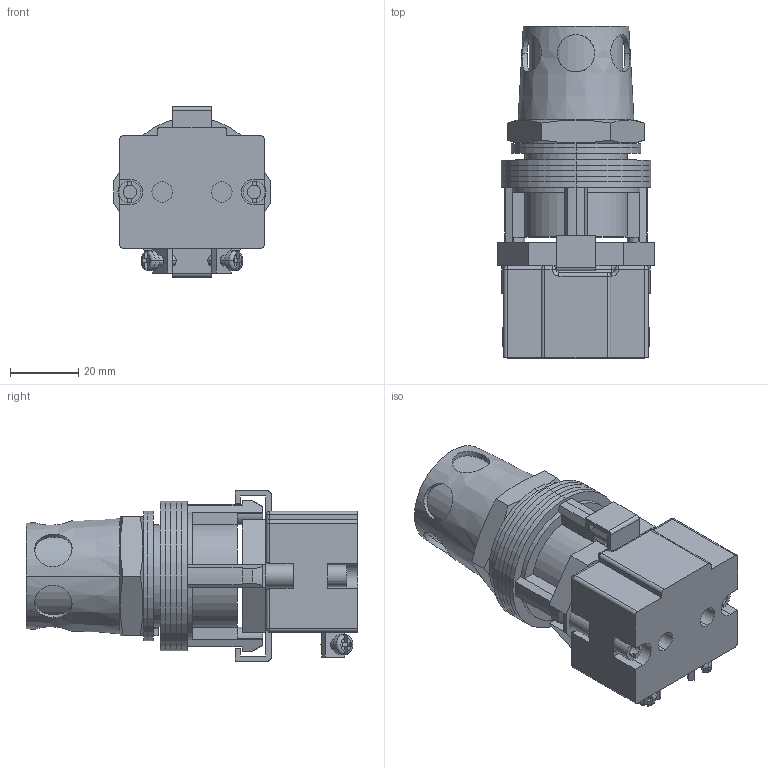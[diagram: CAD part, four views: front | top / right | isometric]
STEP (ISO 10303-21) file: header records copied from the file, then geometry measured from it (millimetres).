
FILE_DESCRIPTION (( 'STEP AP214' ), '1' );
FILE_NAME ('HT8GDAF7.step', '2018-06-29T15:50:19', ( '' ), ( '' ), 'SwSTEP 2.0', 'SolidWorks 2017', '' );
FILE_SCHEMA (( 'AUTOMOTIVE_DESIGN' ));
Length unit declared in the file: millimetre
Products named in the file (1): HT8GDAF7
Bounding box: 46 x 97.45 x 50 mm (x, y, z)
Volume: 90654.8 mm3; surface area: 45261.9 mm2
Topology: 18 solids, 18 shells, 410 faces, 1009 edges, 638 vertices
Faces by surface type: plane 200, cylinder 165, torus 16, cone 15, sphere 14
Entity records: 14089 total; most frequent: CARTESIAN_POINT 3226, DIRECTION 2121, ORIENTED_EDGE 1990, EDGE_CURVE 995, AXIS2_PLACEMENT_3D 777, VERTEX_POINT 638, LINE 567, VECTOR 567
